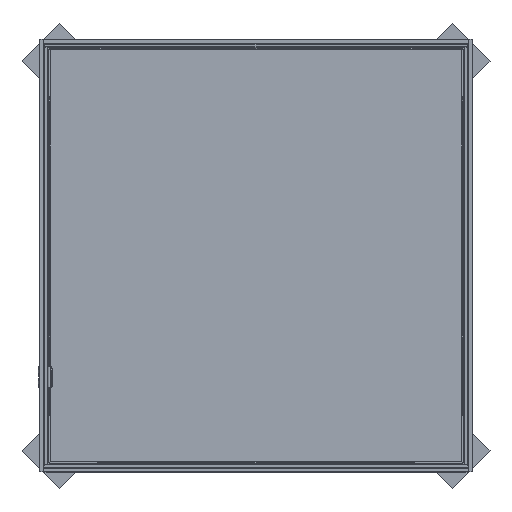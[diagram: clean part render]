
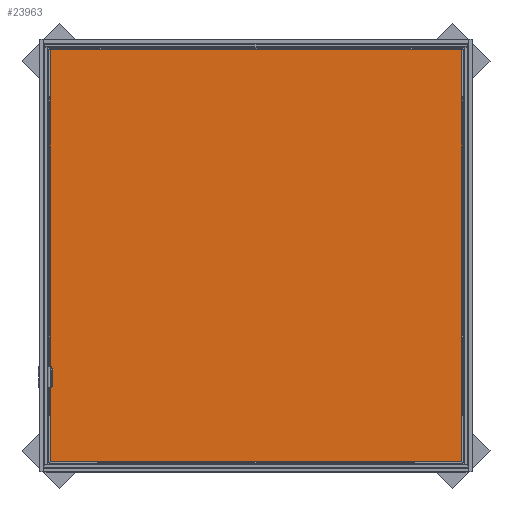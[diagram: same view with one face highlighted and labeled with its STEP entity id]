
A CAD part, top view. The second image highlights one B-rep face of the part: STEP entity #23963.
In plain terms, the highlighted face is planar.
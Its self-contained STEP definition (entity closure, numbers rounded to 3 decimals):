
#205 = LINE ( 'NONE', #17876, #20882 ) ;
#1677 = CARTESIAN_POINT ( 'NONE',  ( -115.5, -115.5, 0. ) ) ;
#3695 = ORIENTED_EDGE ( 'NONE', *, *, #20991, .F. ) ;
#6398 = EDGE_CURVE ( 'NONE', #14792, #16763, #18661, .T. ) ;
#7514 = DIRECTION ( 'NONE',  ( 1., 0., 0. ) ) ;
#7807 = DIRECTION ( 'NONE',  ( 1., 0., 0. ) ) ;
#9526 = CARTESIAN_POINT ( 'NONE',  ( -115.5, 115.5, 0. ) ) ;
#10712 = DIRECTION ( 'NONE',  ( 0., -1., 0. ) ) ;
#12225 = VECTOR ( 'NONE', #15181, 1000. ) ;
#12290 = VERTEX_POINT ( 'NONE', #19244 ) ;
#12343 = VECTOR ( 'NONE', #10712, 1000. ) ;
#12540 = CARTESIAN_POINT ( 'NONE',  ( -115.5, 115.5, 0. ) ) ;
#13802 = EDGE_CURVE ( 'NONE', #12290, #19555, #23436, .T. ) ;
#13836 = CARTESIAN_POINT ( 'NONE',  ( -115.5, -115.5, 0. ) ) ;
#13890 = DIRECTION ( 'NONE',  ( 0., 1., 0. ) ) ;
#14792 = VERTEX_POINT ( 'NONE', #24504 ) ;
#15181 = DIRECTION ( 'NONE',  ( -1., 0., 0. ) ) ;
#16763 = VERTEX_POINT ( 'NONE', #9526 ) ;
#17701 = CARTESIAN_POINT ( 'NONE',  ( 115.5, -115.5, 0. ) ) ;
#17876 = CARTESIAN_POINT ( 'NONE',  ( 115.5, 115.5, 0. ) ) ;
#17970 = VECTOR ( 'NONE', #7807, 1000. ) ;
#18661 = LINE ( 'NONE', #25625, #12225 ) ;
#18662 = EDGE_CURVE ( 'NONE', #19555, #14792, #205, .T. ) ;
#19244 = CARTESIAN_POINT ( 'NONE',  ( -115.5, -115.5, 0. ) ) ;
#19555 = VERTEX_POINT ( 'NONE', #17701 ) ;
#19581 = ORIENTED_EDGE ( 'NONE', *, *, #6398, .F. ) ;
#19999 = FACE_OUTER_BOUND ( 'NONE', #20205, .T. ) ;
#20205 = EDGE_LOOP ( 'NONE', ( #3695, #19581, #24002, #24959 ) ) ;
#20882 = VECTOR ( 'NONE', #13890, 1000. ) ;
#20991 = EDGE_CURVE ( 'NONE', #16763, #12290, #25279, .T. ) ;
#23436 = LINE ( 'NONE', #1677, #17970 ) ;
#23963 = ADVANCED_FACE ( 'NONE', ( #19999 ), #25909, .F. ) ;
#24002 = ORIENTED_EDGE ( 'NONE', *, *, #18662, .F. ) ;
#24101 = DIRECTION ( 'NONE',  ( 0., 0., 1. ) ) ;
#24504 = CARTESIAN_POINT ( 'NONE',  ( 115.5, 115.5, 0. ) ) ;
#24959 = ORIENTED_EDGE ( 'NONE', *, *, #13802, .F. ) ;
#25279 = LINE ( 'NONE', #12540, #12343 ) ;
#25625 = CARTESIAN_POINT ( 'NONE',  ( -115.5, 115.5, 0. ) ) ;
#25909 = PLANE ( 'NONE',  #26286 ) ;
#26286 = AXIS2_PLACEMENT_3D ( 'NONE', #13836, #24101, #7514 ) ;
